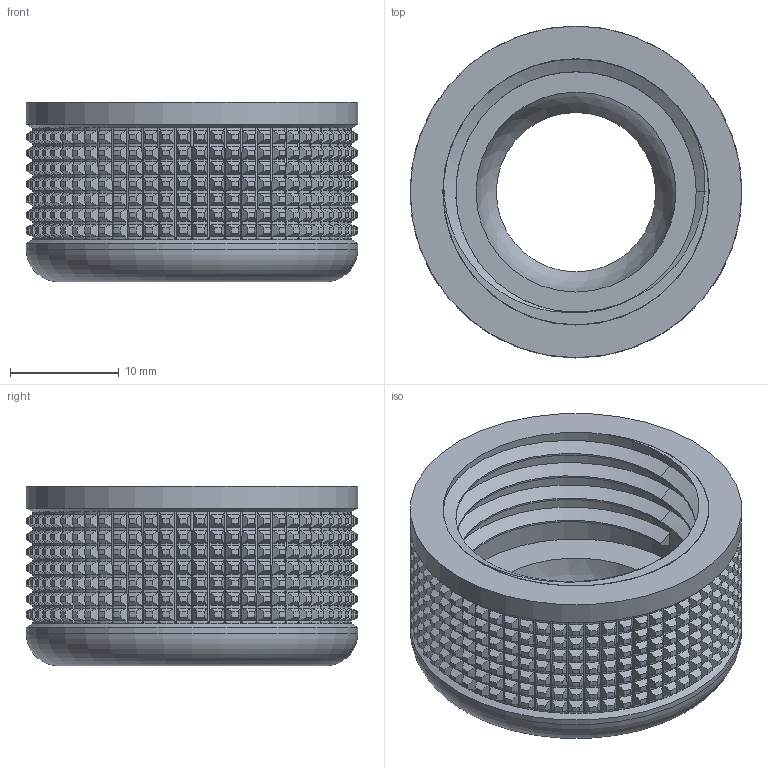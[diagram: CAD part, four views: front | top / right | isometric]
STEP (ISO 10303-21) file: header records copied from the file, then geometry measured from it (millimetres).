
FILE_DESCRIPTION(('FreeCAD Model'),'2;1');
FILE_NAME('Open CASCADE Shape Model','2023-12-19T22:34:59',(''),(''), 'Open CASCADE STEP processor 7.7','FreeCAD','Unknown');
FILE_SCHEMA(('AUTOMOTIVE_DESIGN { 1 0 10303 214 1 1 1 1 }'));
Products named in the file (1): BallCap
Bounding box: 30.47 x 30.47 x 16.5 mm (x, y, z)
Volume: 5074.9 mm3; surface area: 5536.6 mm2
Topology: 2 solids, 2 shells, 2071 faces, 5942 edges, 3876 vertices
Faces by surface type: cone 903, cylinder 903, plane 245, bspline 18, torus 1, sphere 1
Full cylindrical faces by diameter (mm): 24.474 x1, 30.474 x2
Entity records: 71615 total; most frequent: CARTESIAN_POINT 13944, DIRECTION 13744, ORIENTED_EDGE 11884, EDGE_CURVE 5942, AXIS2_PLACEMENT_3D 5788, VERTEX_POINT 3876, LINE 2168, VECTOR 2168
